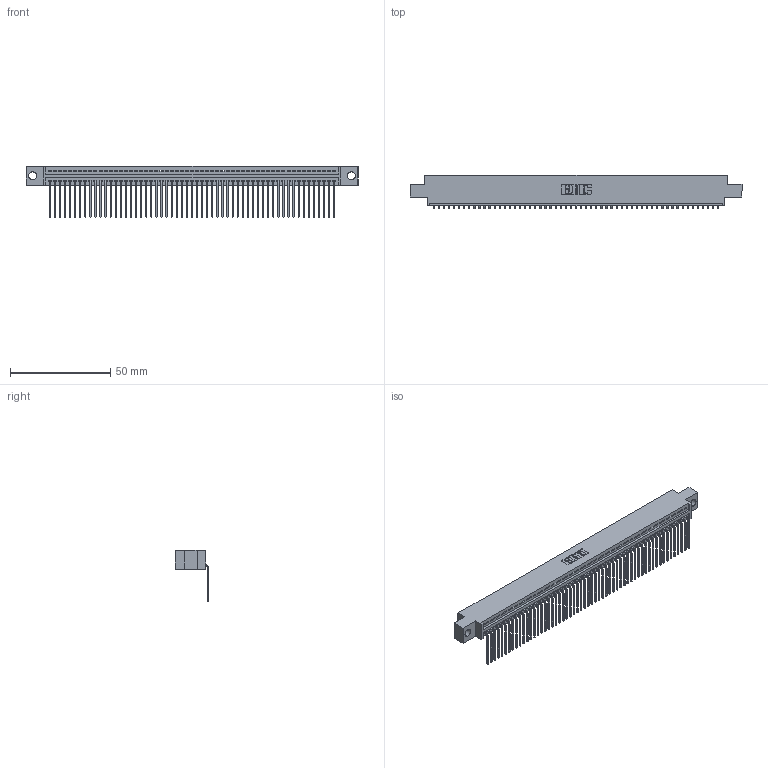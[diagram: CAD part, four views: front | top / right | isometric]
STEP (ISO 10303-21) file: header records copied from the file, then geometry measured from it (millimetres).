
FILE_DESCRIPTION (( 'STEP AP203' ), '1' );
FILE_NAME ('395-057-559-604.STEP', '2019-10-24T03:25:15', ( '' ), ( '' ), 'SwSTEP 2.0', 'SolidWorks 2016', '' );
FILE_SCHEMA (( 'CONFIG_CONTROL_DESIGN' ));
Length unit declared in the file: inch
Products named in the file (3): 395-057-559-604; 345 Part_0.170 Offset - 0.156 Dia-TH; 345-292-001_558 559 Tail - 1
Assembly tree (58 placements, depth 2):
  395-057-559-604
    345 Part_0.170 Offset - 0.156 Dia-TH
    345-292-001_558 559 Tail - 1  x57
Bounding box: 165.99 x 16.75 x 25.53 mm (x, y, z)
Volume: 15877.4 mm3; surface area: 22354.7 mm2
Topology: 58 solids, 58 shells, 3550 faces, 10727 edges, 7074 vertices
Faces by surface type: plane 2478, cylinder 1072
Entity records: 41099 total; most frequent: CARTESIAN_POINT 7127, ORIENTED_EDGE 7118, DIRECTION 6201, EDGE_CURVE 3559, LINE 3199, VECTOR 3199, VERTEX_POINT 2370, AXIS2_PLACEMENT_3D 1501
